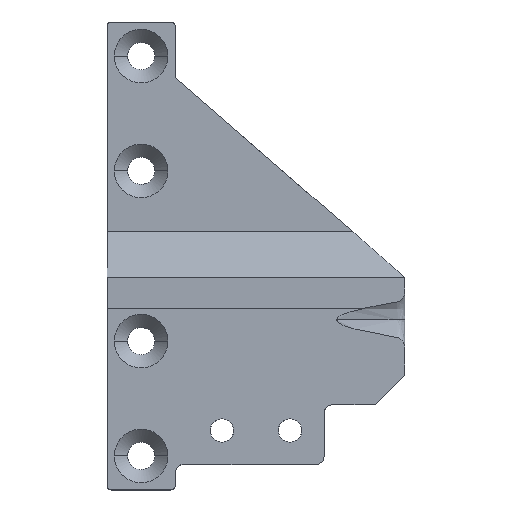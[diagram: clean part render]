
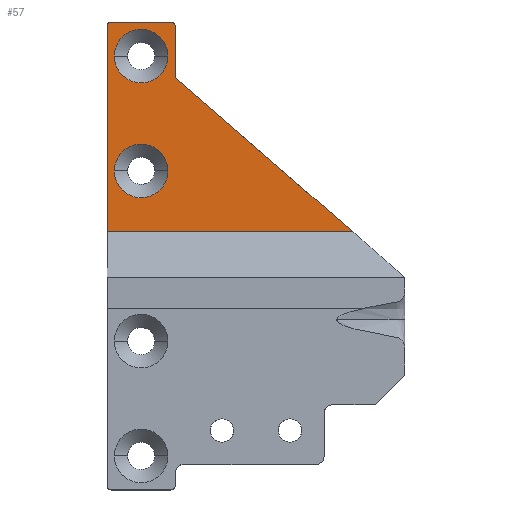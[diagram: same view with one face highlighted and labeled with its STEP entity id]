
A CAD part, top view. The second image highlights one B-rep face of the part: STEP entity #57.
In plain terms, the highlighted planar face has unit normal (0, 0, 1).
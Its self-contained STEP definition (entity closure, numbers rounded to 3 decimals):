
#24=FACE_BOUND('',#158,.T.);
#25=FACE_BOUND('',#159,.T.);
#57=ADVANCED_FACE('',(#107,#24,#25),#873,.T.);
#107=FACE_OUTER_BOUND('',#157,.T.);
#157=EDGE_LOOP('',(#291,#292,#293,#294,#295,#296,#297,#298));
#158=EDGE_LOOP('',(#299,#300));
#159=EDGE_LOOP('',(#301,#302));
#291=ORIENTED_EDGE('',*,*,#474,.F.);
#292=ORIENTED_EDGE('',*,*,#475,.F.);
#293=ORIENTED_EDGE('',*,*,#518,.F.);
#294=ORIENTED_EDGE('',*,*,#476,.F.);
#295=ORIENTED_EDGE('',*,*,#477,.F.);
#296=ORIENTED_EDGE('',*,*,#520,.T.);
#297=ORIENTED_EDGE('',*,*,#472,.F.);
#298=ORIENTED_EDGE('',*,*,#473,.F.);
#299=ORIENTED_EDGE('',*,*,#594,.F.);
#300=ORIENTED_EDGE('',*,*,#556,.F.);
#301=ORIENTED_EDGE('',*,*,#599,.F.);
#302=ORIENTED_EDGE('',*,*,#561,.F.);
#472=EDGE_CURVE('',#746,#747,#626,.T.);
#473=EDGE_CURVE('',#748,#746,#627,.T.);
#474=EDGE_CURVE('',#749,#748,#628,.T.);
#475=EDGE_CURVE('',#742,#749,#629,.T.);
#476=EDGE_CURVE('',#750,#744,#630,.T.);
#477=EDGE_CURVE('',#751,#750,#631,.T.);
#518=EDGE_CURVE('',#744,#742,#610,.T.);
#520=EDGE_CURVE('',#751,#747,#612,.T.);
#556=EDGE_CURVE('',#797,#822,#697,.T.);
#561=EDGE_CURVE('',#800,#825,#702,.T.);
#594=EDGE_CURVE('',#822,#797,#730,.T.);
#599=EDGE_CURVE('',#825,#800,#735,.T.);
#610=B_SPLINE_CURVE_WITH_KNOTS('',1,(#1689,#1690),.UNSPECIFIED.,.F.,.F.,
(2,2),(43.5,50.5),.UNSPECIFIED.);
#612=B_SPLINE_CURVE_WITH_KNOTS('',1,(#1693,#1694),.UNSPECIFIED.,.F.,.F.,
(2,2),(43.,71.796),.UNSPECIFIED.);
#626=(
BOUNDED_CURVE()
B_SPLINE_CURVE(2,(#1555,#1556,#1557),.UNSPECIFIED.,.F.,.F.)
B_SPLINE_CURVE_WITH_KNOTS((3,3),(-87.127,-59.785),
 .UNSPECIFIED.)
CURVE()
GEOMETRIC_REPRESENTATION_ITEM()
RATIONAL_B_SPLINE_CURVE((1.,1.,1.))
REPRESENTATION_ITEM('')
);
#627=(
BOUNDED_CURVE()
B_SPLINE_CURVE(2,(#1558,#1559,#1560),.UNSPECIFIED.,.F.,.F.)
B_SPLINE_CURVE_WITH_KNOTS((3,3),(-87.554,-87.127),
 .UNSPECIFIED.)
CURVE()
GEOMETRIC_REPRESENTATION_ITEM()
RATIONAL_B_SPLINE_CURVE((1.,0.91,1.))
REPRESENTATION_ITEM('')
);
#628=(
BOUNDED_CURVE()
B_SPLINE_CURVE(2,(#1561,#1562,#1563),.UNSPECIFIED.,.F.,.F.)
B_SPLINE_CURVE_WITH_KNOTS((3,3),(-93.326,-87.554),
 .UNSPECIFIED.)
CURVE()
GEOMETRIC_REPRESENTATION_ITEM()
RATIONAL_B_SPLINE_CURVE((1.,1.,1.))
REPRESENTATION_ITEM('')
);
#629=(
BOUNDED_CURVE()
B_SPLINE_CURVE(2,(#1564,#1565,#1566),.UNSPECIFIED.,.F.,.F.)
B_SPLINE_CURVE_WITH_KNOTS((3,3),(-94.112,-93.326),
 .UNSPECIFIED.)
CURVE()
GEOMETRIC_REPRESENTATION_ITEM()
RATIONAL_B_SPLINE_CURVE((1.,0.707,1.))
REPRESENTATION_ITEM('')
);
#630=(
BOUNDED_CURVE()
B_SPLINE_CURVE(2,(#1567,#1568,#1569),.UNSPECIFIED.,.F.,.F.)
B_SPLINE_CURVE_WITH_KNOTS((3,3),(-101.897,-101.112),
 .UNSPECIFIED.)
CURVE()
GEOMETRIC_REPRESENTATION_ITEM()
RATIONAL_B_SPLINE_CURVE((1.,0.707,1.))
REPRESENTATION_ITEM('')
);
#631=(
BOUNDED_CURVE()
B_SPLINE_CURVE(2,(#1570,#1571,#1572),.UNSPECIFIED.,.F.,.F.)
B_SPLINE_CURVE_WITH_KNOTS((3,3),(-125.997,-101.897),
 .UNSPECIFIED.)
CURVE()
GEOMETRIC_REPRESENTATION_ITEM()
RATIONAL_B_SPLINE_CURVE((1.,1.,1.))
REPRESENTATION_ITEM('')
);
#697=(
BOUNDED_CURVE()
B_SPLINE_CURVE(2,(#1786,#1787,#1788,#1789,#1790),.UNSPECIFIED.,.F.,.F.)
B_SPLINE_CURVE_WITH_KNOTS((3,2,3),(-19.792,-14.844,
-9.896),.UNSPECIFIED.)
CURVE()
GEOMETRIC_REPRESENTATION_ITEM()
RATIONAL_B_SPLINE_CURVE((1.,0.707,1.,0.707,1.))
REPRESENTATION_ITEM('')
);
#702=(
BOUNDED_CURVE()
B_SPLINE_CURVE(2,(#1805,#1806,#1807,#1808,#1809),.UNSPECIFIED.,.F.,.F.)
B_SPLINE_CURVE_WITH_KNOTS((3,2,3),(-19.792,-14.844,
-9.896),.UNSPECIFIED.)
CURVE()
GEOMETRIC_REPRESENTATION_ITEM()
RATIONAL_B_SPLINE_CURVE((1.,0.707,1.,0.707,1.))
REPRESENTATION_ITEM('')
);
#730=(
BOUNDED_CURVE()
B_SPLINE_CURVE(2,(#2001,#2002,#2003,#2004,#2005),.UNSPECIFIED.,.F.,.F.)
B_SPLINE_CURVE_WITH_KNOTS((3,2,3),(-9.896,-4.948,
0.),.UNSPECIFIED.)
CURVE()
GEOMETRIC_REPRESENTATION_ITEM()
RATIONAL_B_SPLINE_CURVE((1.,0.707,1.,0.707,1.))
REPRESENTATION_ITEM('')
);
#735=(
BOUNDED_CURVE()
B_SPLINE_CURVE(2,(#2020,#2021,#2022,#2023,#2024),.UNSPECIFIED.,.F.,.F.)
B_SPLINE_CURVE_WITH_KNOTS((3,2,3),(-9.896,-4.948,
0.),.UNSPECIFIED.)
CURVE()
GEOMETRIC_REPRESENTATION_ITEM()
RATIONAL_B_SPLINE_CURVE((1.,0.707,1.,0.707,1.))
REPRESENTATION_ITEM('')
);
#742=VERTEX_POINT('',#1463);
#744=VERTEX_POINT('',#1465);
#746=VERTEX_POINT('',#1467);
#747=VERTEX_POINT('',#1468);
#748=VERTEX_POINT('',#1469);
#749=VERTEX_POINT('',#1470);
#750=VERTEX_POINT('',#1471);
#751=VERTEX_POINT('',#1472);
#797=VERTEX_POINT('',#1518);
#800=VERTEX_POINT('',#1521);
#822=VERTEX_POINT('',#1543);
#825=VERTEX_POINT('',#1546);
#873=PLANE('',#902);
#902=AXIS2_PLACEMENT_3D('',#1040,#914,$);
#914=DIRECTION('',(0.,0.,1.));
#1040=CARTESIAN_POINT('',(-60.5,42.012,2.8));
#1463=CARTESIAN_POINT('',(-10.,42.012,2.8));
#1465=CARTESIAN_POINT('',(-17.,42.012,2.8));
#1467=CARTESIAN_POINT('',(-9.328,35.362,2.8));
#1468=CARTESIAN_POINT('',(11.296,17.412,2.8));
#1469=CARTESIAN_POINT('',(-9.5,35.739,2.8));
#1470=CARTESIAN_POINT('',(-9.5,41.512,2.8));
#1471=CARTESIAN_POINT('',(-17.5,41.512,2.8));
#1472=CARTESIAN_POINT('',(-17.5,17.412,2.8));
#1518=CARTESIAN_POINT('',(-10.35,24.512,2.8));
#1521=CARTESIAN_POINT('',(-10.35,38.012,2.8));
#1543=CARTESIAN_POINT('',(-16.65,24.512,2.8));
#1546=CARTESIAN_POINT('',(-16.65,38.012,2.8));
#1555=CARTESIAN_POINT('',(-9.328,35.362,2.8));
#1556=CARTESIAN_POINT('',(0.984,26.387,2.8));
#1557=CARTESIAN_POINT('',(11.296,17.412,2.8));
#1558=CARTESIAN_POINT('',(-9.5,35.739,2.8));
#1559=CARTESIAN_POINT('',(-9.5,35.512,2.8));
#1560=CARTESIAN_POINT('',(-9.328,35.362,2.8));
#1561=CARTESIAN_POINT('',(-9.5,41.512,2.8));
#1562=CARTESIAN_POINT('',(-9.5,38.625,2.8));
#1563=CARTESIAN_POINT('',(-9.5,35.739,2.8));
#1564=CARTESIAN_POINT('',(-10.,42.012,2.8));
#1565=CARTESIAN_POINT('',(-9.5,42.012,2.8));
#1566=CARTESIAN_POINT('',(-9.5,41.512,2.8));
#1567=CARTESIAN_POINT('',(-17.5,41.512,2.8));
#1568=CARTESIAN_POINT('',(-17.5,42.012,2.8));
#1569=CARTESIAN_POINT('',(-17.,42.012,2.8));
#1570=CARTESIAN_POINT('',(-17.5,17.412,2.8));
#1571=CARTESIAN_POINT('',(-17.5,29.462,2.8));
#1572=CARTESIAN_POINT('',(-17.5,41.512,2.8));
#1689=CARTESIAN_POINT('',(-17.,42.012,2.8));
#1690=CARTESIAN_POINT('',(-10.,42.012,2.8));
#1693=CARTESIAN_POINT('',(-17.5,17.412,2.8));
#1694=CARTESIAN_POINT('',(11.296,17.412,2.8));
#1786=CARTESIAN_POINT('',(-10.35,24.512,2.8));
#1787=CARTESIAN_POINT('',(-10.35,27.662,2.8));
#1788=CARTESIAN_POINT('',(-13.5,27.662,2.8));
#1789=CARTESIAN_POINT('',(-16.65,27.662,2.8));
#1790=CARTESIAN_POINT('',(-16.65,24.512,2.8));
#1805=CARTESIAN_POINT('',(-10.35,38.012,2.8));
#1806=CARTESIAN_POINT('',(-10.35,41.162,2.8));
#1807=CARTESIAN_POINT('',(-13.5,41.162,2.8));
#1808=CARTESIAN_POINT('',(-16.65,41.162,2.8));
#1809=CARTESIAN_POINT('',(-16.65,38.012,2.8));
#2001=CARTESIAN_POINT('',(-16.65,24.512,2.8));
#2002=CARTESIAN_POINT('',(-16.65,21.362,2.8));
#2003=CARTESIAN_POINT('',(-13.5,21.362,2.8));
#2004=CARTESIAN_POINT('',(-10.35,21.362,2.8));
#2005=CARTESIAN_POINT('',(-10.35,24.512,2.8));
#2020=CARTESIAN_POINT('',(-16.65,38.012,2.8));
#2021=CARTESIAN_POINT('',(-16.65,34.862,2.8));
#2022=CARTESIAN_POINT('',(-13.5,34.862,2.8));
#2023=CARTESIAN_POINT('',(-10.35,34.862,2.8));
#2024=CARTESIAN_POINT('',(-10.35,38.012,2.8));
